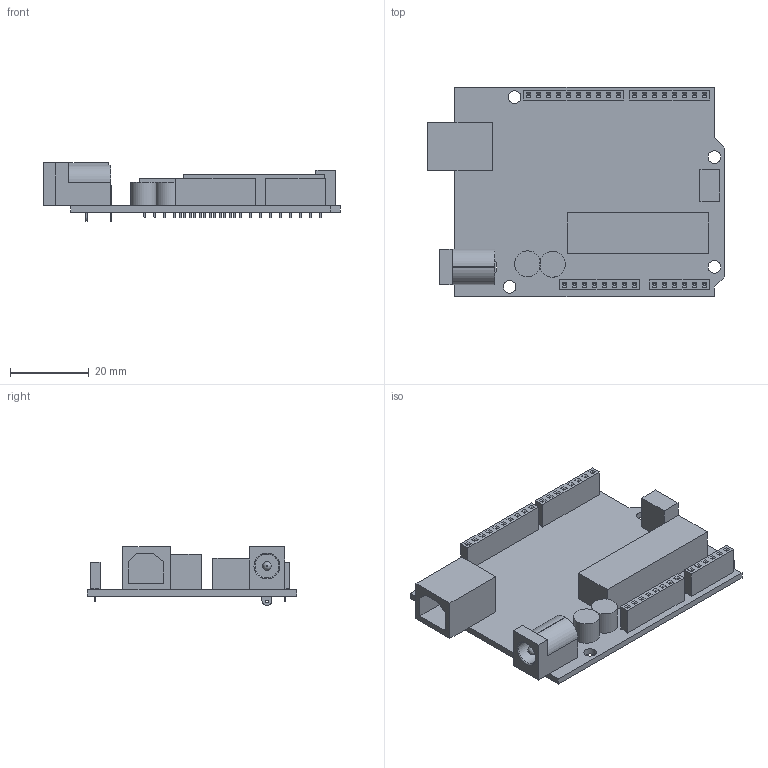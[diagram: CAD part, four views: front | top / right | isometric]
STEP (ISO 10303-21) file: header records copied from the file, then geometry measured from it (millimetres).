
FILE_DESCRIPTION(('FreeCAD Model'),'2;1');
FILE_NAME('Open CASCADE Shape Model','2022-05-09T07:59:30',('BT'),(''), 'Open CASCADE STEP processor 7.5','FreeCAD','Unknown');
FILE_SCHEMA(('AUTOMOTIVE_DESIGN { 1 0 10303 214 1 1 1 1 }'));
Length unit declared in the file: millimetre
Products named in the file (1): UNO_R3_Complete_cp
Bounding box: 75.47 x 53.34 x 14.98 mm (x, y, z)
Volume: 13344 mm3; surface area: 14606 mm2
Topology: 10 solids, 10 shells, 1154 faces, 2964 edges, 1930 vertices
Faces by surface type: plane 1099, cylinder 53, torus 1, revolution 1
Full cylindrical faces by diameter (mm): 0.715 x2, 1 x32, 2.2 x1, 3.213 x3, 3.253 x1, 6 x1
Entity records: 42386 total; most frequent: CARTESIAN_POINT 6059, ORIENTED_EDGE 5928, DIRECTION 5389, EDGE_CURVE 2964, LINE 2848, VECTOR 2848, VERTEX_POINT 1930, FACE_BOUND 1334
